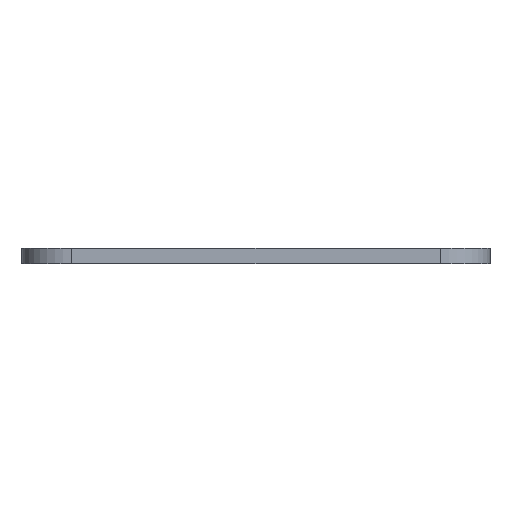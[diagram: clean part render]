
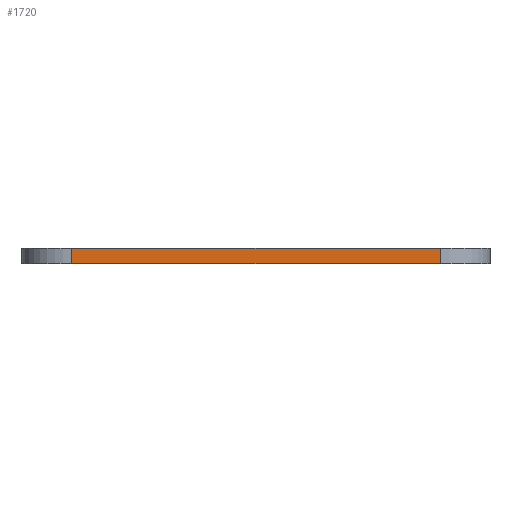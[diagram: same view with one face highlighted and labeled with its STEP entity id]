
A CAD part, front view. The second image highlights one B-rep face of the part: STEP entity #1720.
In plain terms, the highlighted planar face has unit normal (0, -1, 0).
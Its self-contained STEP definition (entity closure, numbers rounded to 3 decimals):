
#134 = CARTESIAN_POINT ( 'NONE',  ( -18.5, -35., 1.6 ) ) ;
#168 = CARTESIAN_POINT ( 'NONE',  ( -18.5, -35., 0. ) ) ;
#178 = PLANE ( 'NONE',  #393 ) ;
#197 = CARTESIAN_POINT ( 'NONE',  ( -18.5, -35., 0. ) ) ;
#201 = DIRECTION ( 'NONE',  ( 1., 0., 0. ) ) ;
#345 = CARTESIAN_POINT ( 'NONE',  ( -18.5, -35., 0. ) ) ;
#350 = ORIENTED_EDGE ( 'NONE', *, *, #2071, .F. ) ;
#378 = LINE ( 'NONE', #197, #1597 ) ;
#393 = AXIS2_PLACEMENT_3D ( 'NONE', #345, #1499, #1025 ) ;
#509 = DIRECTION ( 'NONE',  ( 0., 0., 1. ) ) ;
#533 = LINE ( 'NONE', #1671, #1224 ) ;
#586 = DIRECTION ( 'NONE',  ( 0., 0., -1. ) ) ;
#650 = FACE_OUTER_BOUND ( 'NONE', #1170, .T. ) ;
#688 = ORIENTED_EDGE ( 'NONE', *, *, #1553, .F. ) ;
#731 = ORIENTED_EDGE ( 'NONE', *, *, #1412, .T. ) ;
#838 = DIRECTION ( 'NONE',  ( 1., 0., 0. ) ) ;
#849 = VECTOR ( 'NONE', #586, 1000. ) ;
#1021 = EDGE_CURVE ( 'NONE', #1065, #1538, #378, .T. ) ;
#1025 = DIRECTION ( 'NONE',  ( 0., 0., 1. ) ) ;
#1065 = VERTEX_POINT ( 'NONE', #168 ) ;
#1170 = EDGE_LOOP ( 'NONE', ( #688, #350, #1175, #731 ) ) ;
#1175 = ORIENTED_EDGE ( 'NONE', *, *, #1021, .F. ) ;
#1224 = VECTOR ( 'NONE', #838, 1000. ) ;
#1288 = LINE ( 'NONE', #2056, #2119 ) ;
#1412 = EDGE_CURVE ( 'NONE', #1065, #1713, #1288, .T. ) ;
#1475 = LINE ( 'NONE', #1916, #849 ) ;
#1499 = DIRECTION ( 'NONE',  ( 0., 1., 0. ) ) ;
#1538 = VERTEX_POINT ( 'NONE', #134 ) ;
#1553 = EDGE_CURVE ( 'NONE', #1735, #1713, #1475, .T. ) ;
#1597 = VECTOR ( 'NONE', #509, 1000. ) ;
#1671 = CARTESIAN_POINT ( 'NONE',  ( -18.5, -35., 1.6 ) ) ;
#1713 = VERTEX_POINT ( 'NONE', #1778 ) ;
#1720 = ADVANCED_FACE ( 'NONE', ( #650 ), #178, .F. ) ;
#1735 = VERTEX_POINT ( 'NONE', #1820 ) ;
#1778 = CARTESIAN_POINT ( 'NONE',  ( 18.5, -35., 0. ) ) ;
#1820 = CARTESIAN_POINT ( 'NONE',  ( 18.5, -35., 1.6 ) ) ;
#1916 = CARTESIAN_POINT ( 'NONE',  ( 18.5, -35., 0. ) ) ;
#2056 = CARTESIAN_POINT ( 'NONE',  ( 0., -35., 0. ) ) ;
#2071 = EDGE_CURVE ( 'NONE', #1538, #1735, #533, .T. ) ;
#2119 = VECTOR ( 'NONE', #201, 1000. ) ;
